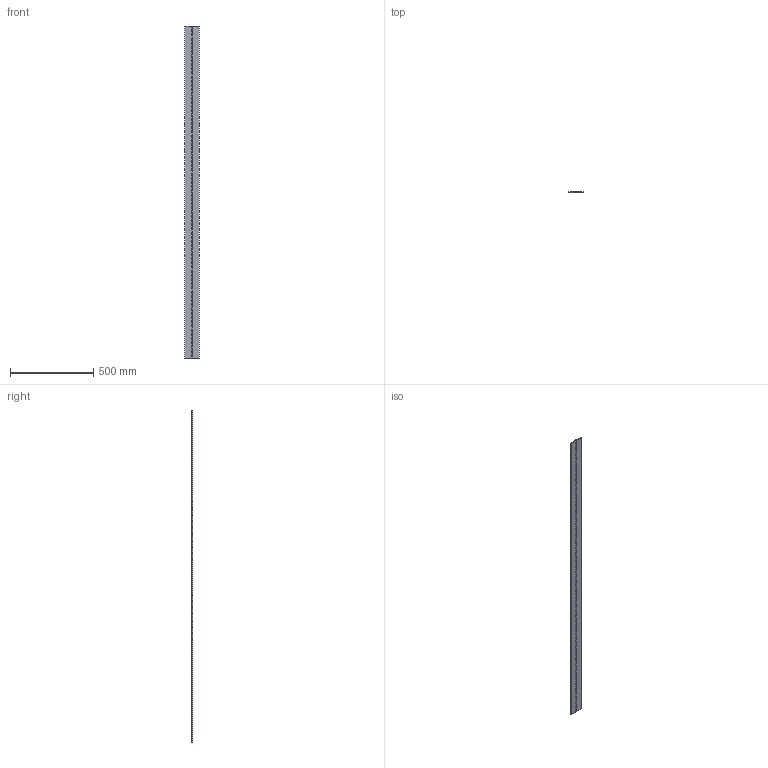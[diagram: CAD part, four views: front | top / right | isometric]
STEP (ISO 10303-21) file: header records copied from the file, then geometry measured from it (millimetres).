
FILE_DESCRIPTION (( 'STEP AP203' ), '1' );
FILE_NAME ('B-218-5.STEP', '2019-05-31T01:42:07', ( '' ), ( '' ), 'SwSTEP 2.0', 'SolidWorks 2014', '' );
FILE_SCHEMA (( 'CONFIG_CONTROL_DESIGN' ));
Length unit declared in the file: millimetre
Products named in the file (4): B-218-5_羽根A_; B-218-5_羽根B_; B-218-5_ピン_; B-218-5
Assembly tree (3 placements, depth 2):
  B-218-5
    B-218-5_ピン_
    B-218-5_羽根A_
    B-218-5_羽根B_
Bounding box: 86 x 8 x 2000 mm (x, y, z)
Volume: 529023.8 mm3; surface area: 431779.3 mm2
Topology: 3 solids, 3 shells, 1041 faces, 3105 edges, 2070 vertices
Faces by surface type: cylinder 557, plane 484
Entity records: 36693 total; most frequent: DIRECTION 6627, CARTESIAN_POINT 6222, ORIENTED_EDGE 6210, EDGE_CURVE 3105, AXIS2_PLACEMENT_3D 2475, VERTEX_POINT 2070, VECTOR 1677, LINE 1677
